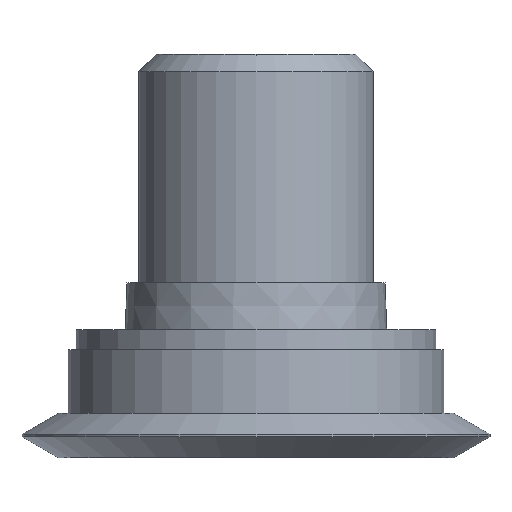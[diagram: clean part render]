
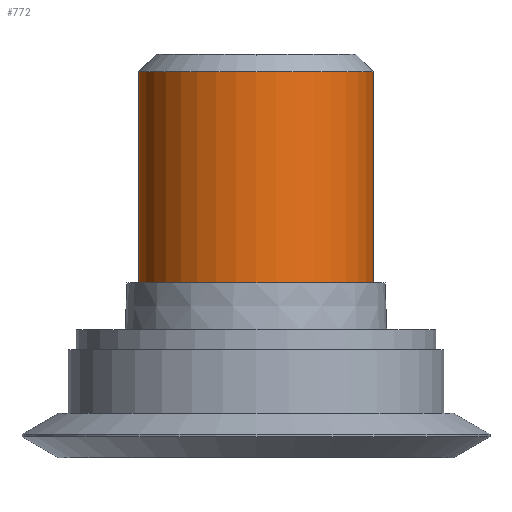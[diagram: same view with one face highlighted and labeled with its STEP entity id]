
A CAD part, left-side view. The second image highlights one B-rep face of the part: STEP entity #772.
In plain terms, the highlighted cylindrical face has radius 5 mm (diameter 10 mm), a partial arc.
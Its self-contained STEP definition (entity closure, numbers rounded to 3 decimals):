
#444=CARTESIAN_POINT('',(0.,0.,-11.));
#445=DIRECTION('',(0.,0.,-1.));
#446=DIRECTION('',(0.,1.,0.));
#447=AXIS2_PLACEMENT_3D('',#444,#445,#446);
#452=DIRECTION('',(0.,0.,1.));
#453=VECTOR('',#452,9.);
#454=CARTESIAN_POINT('',(0.,5.,-11.));
#455=LINE('',#454,#453);
#459=DIRECTION('',(0.,0.,1.));
#460=VECTOR('',#459,9.);
#461=CARTESIAN_POINT('',(0.,-5.,-11.));
#462=LINE('',#461,#460);
#474=CARTESIAN_POINT('',(0.,0.,-2.));
#475=DIRECTION('',(0.,0.,-1.));
#476=DIRECTION('',(0.,1.,0.));
#477=AXIS2_PLACEMENT_3D('',#474,#475,#476);
#675=CARTESIAN_POINT('',(0.,5.,-11.));
#677=VERTEX_POINT('',#675);
#678=CARTESIAN_POINT('',(0.,5.,-2.));
#679=VERTEX_POINT('',#678);
#685=CARTESIAN_POINT('',(0.,-5.,-11.));
#687=VERTEX_POINT('',#685);
#688=CARTESIAN_POINT('',(0.,-5.,-2.));
#689=VERTEX_POINT('',#688);
#758=CARTESIAN_POINT('',(0.,0.,6.31));
#759=DIRECTION('',(0.,0.,-1.));
#760=DIRECTION('',(0.,-1.,0.));
#761=AXIS2_PLACEMENT_3D('',#758,#759,#760);
#762=CYLINDRICAL_SURFACE('',#761,5.);
#764=ORIENTED_EDGE('',*,*,#763,.F.);
#765=ORIENTED_EDGE('',*,*,#753,.T.);
#767=ORIENTED_EDGE('',*,*,#766,.T.);
#769=ORIENTED_EDGE('',*,*,#768,.F.);
#770=EDGE_LOOP('',(#764,#765,#767,#769));
#771=FACE_OUTER_BOUND('',#770,.F.);
#448=CIRCLE('',#447,5.);
#478=CIRCLE('',#477,5.);
#753=EDGE_CURVE('',#677,#687,#448,.T.);
#763=EDGE_CURVE('',#677,#679,#455,.T.);
#766=EDGE_CURVE('',#687,#689,#462,.T.);
#768=EDGE_CURVE('',#679,#689,#478,.T.);
#772=ADVANCED_FACE('',(#771),#762,.T.);
